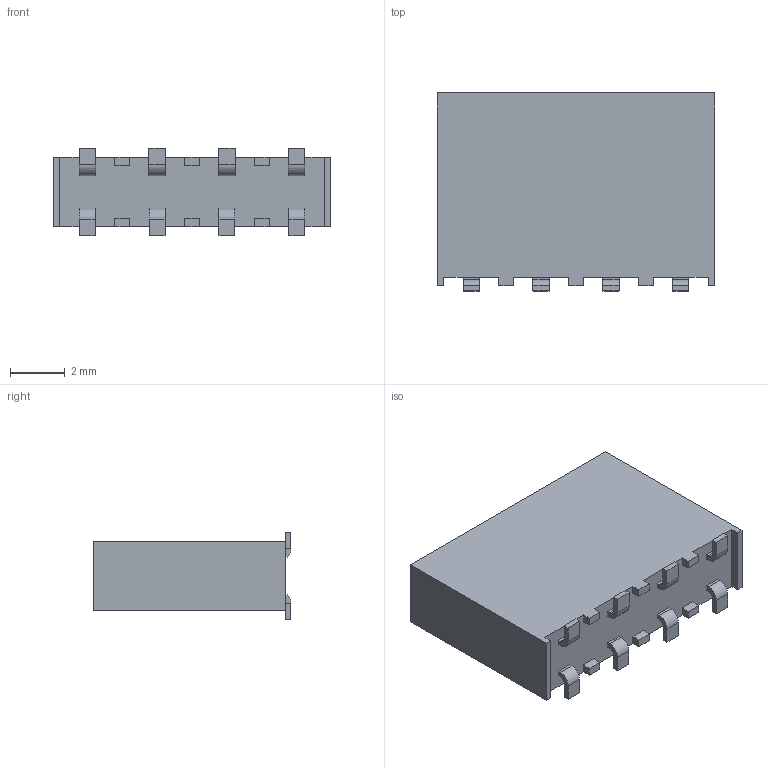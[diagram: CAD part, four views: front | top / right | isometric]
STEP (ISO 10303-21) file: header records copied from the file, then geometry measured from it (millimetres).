
FILE_DESCRIPTION((''),'2;1');
FILE_NAME('91601-Y04_SW0001','2009-09-30T',('sspandia'),('FCI - ELX Division'),'PRO/ENGINEER BY PARAMETRIC TECHNOLOGY CORPORATION, 2008010','PRO/ENGINEER BY PARAMETRIC TECHNOLOGY CORPORATION, 2008010','');
FILE_SCHEMA(('CONFIG_CONTROL_DESIGN'));
Length unit declared in the file: millimetre
Products named in the file (1): 91601-Y04_SW0001
Bounding box: 10.08 x 7.2 x 3.19 mm (x, y, z)
Volume: 170.6 mm3; surface area: 246.4 mm2
Topology: 1 solids, 1 shells, 174 faces, 400 edges, 240 vertices
Faces by surface type: plane 158, cylinder 16
Entity records: 4774 total; most frequent: CARTESIAN_POINT 814, ORIENTED_EDGE 800, DIRECTION 780, EDGE_CURVE 400, VECTOR 368, LINE 368, VERTEX_POINT 240, AXIS2_PLACEMENT_3D 206
